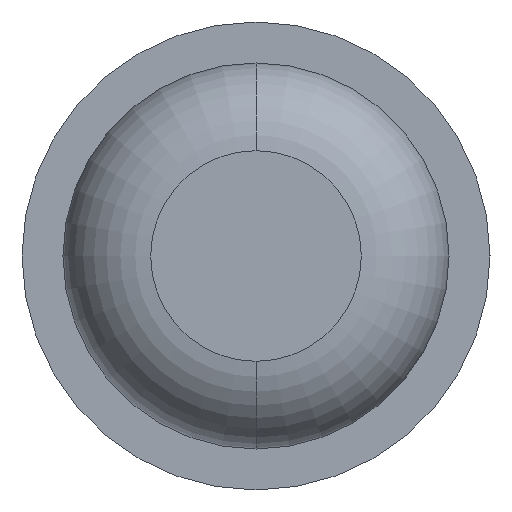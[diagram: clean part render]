
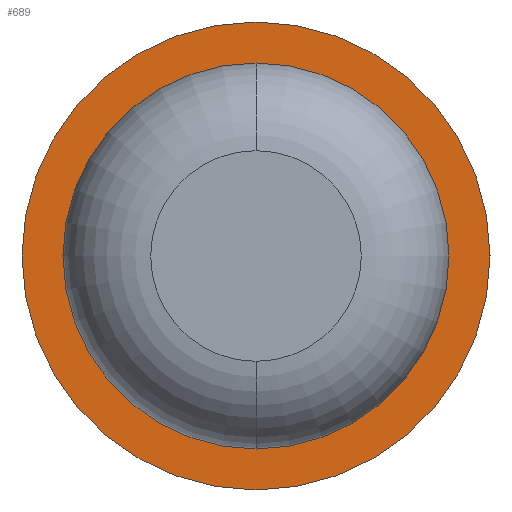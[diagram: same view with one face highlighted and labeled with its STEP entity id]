
A CAD part, front view. The second image highlights one B-rep face of the part: STEP entity #689.
In plain terms, the highlighted planar face has unit normal (0, -1, 0).
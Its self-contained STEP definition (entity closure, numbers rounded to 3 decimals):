
#302 = CARTESIAN_POINT ( 'NONE',  ( 0., -3., 0.825 ) ) ;
#456 = EDGE_CURVE ( 'Defeature ausgef�hrt1_1+Defeature ausgef�hrt1_5+Defeature ausgef�hrt1_5+Defeature ausgef�hrt1_5', #1987, #2676, #4049, .T. ) ;
#486 = CARTESIAN_POINT ( 'NONE',  ( 0., -3., 0. ) ) ;
#512 = DIRECTION ( 'NONE',  ( 0., -1., 0. ) ) ;
#689 = ADVANCED_FACE ( 'Defeature ausgef�hrt1_5', ( #1802, #2360 ), #2341, .T. ) ;
#894 = CARTESIAN_POINT ( 'NONE',  ( 0., -3., -0.825 ) ) ;
#927 = CARTESIAN_POINT ( 'NONE',  ( 0., -3., -1. ) ) ;
#1051 = EDGE_LOOP ( 'NONE', ( #5394, #5497 ) ) ;
#1513 = CIRCLE ( 'NONE', #2509, 1. ) ;
#1543 = AXIS2_PLACEMENT_3D ( 'NONE', #1828, #3040, #5188 ) ;
#1579 = EDGE_LOOP ( 'NONE', ( #1910, #1675 ) ) ;
#1675 = ORIENTED_EDGE ( 'NONE', *, *, #4271, .F. ) ;
#1794 = CIRCLE ( 'NONE', #1543, 1. ) ;
#1802 = FACE_BOUND ( 'NONE', #1051, .T. ) ;
#1828 = CARTESIAN_POINT ( 'NONE',  ( 0., -3., 0. ) ) ;
#1849 = DIRECTION ( 'NONE',  ( 0., 0., -1. ) ) ;
#1910 = ORIENTED_EDGE ( 'NONE', *, *, #3616, .F. ) ;
#1987 = VERTEX_POINT ( 'NONE', #302 ) ;
#2341 = PLANE ( 'NONE',  #4858 ) ;
#2360 = FACE_OUTER_BOUND ( 'NONE', #1579, .T. ) ;
#2484 = EDGE_CURVE ( 'Defeature ausgef�hrt1_1+Defeature ausgef�hrt1_5+Defeature ausgef�hrt1_5+Defeature ausgef�hrt1_5', #2676, #1987, #2685, .T. ) ;
#2509 = AXIS2_PLACEMENT_3D ( 'NONE', #3295, #5420, #5361 ) ;
#2675 = CARTESIAN_POINT ( 'NONE',  ( -1., -3., 0. ) ) ;
#2676 = VERTEX_POINT ( 'NONE', #894 ) ;
#2685 = CIRCLE ( 'NONE', #3178, 0.825 ) ;
#2840 = DIRECTION ( 'NONE',  ( 0., 0., -1. ) ) ;
#2953 = VERTEX_POINT ( 'NONE', #4536 ) ;
#3040 = DIRECTION ( 'NONE',  ( 0., 1., 0. ) ) ;
#3178 = AXIS2_PLACEMENT_3D ( 'NONE', #3229, #3607, #2840 ) ;
#3229 = CARTESIAN_POINT ( 'NONE',  ( 0., -3., 0. ) ) ;
#3295 = CARTESIAN_POINT ( 'NONE',  ( 0., -3., 0. ) ) ;
#3607 = DIRECTION ( 'NONE',  ( 0., -1., 0. ) ) ;
#3616 = EDGE_CURVE ( 'Defeature ausgef�hrt1_6+Defeature ausgef�hrt1_5+Defeature ausgef�hrt1_5+Defeature ausgef�hrt1_5', #2953, #4591, #1794, .T. ) ;
#4049 = CIRCLE ( 'NONE', #4772, 0.825 ) ;
#4271 = EDGE_CURVE ( 'Defeature ausgef�hrt1_6+Defeature ausgef�hrt1_5+Defeature ausgef�hrt1_5+Defeature ausgef�hrt1_5', #4591, #2953, #1513, .T. ) ;
#4318 = DIRECTION ( 'NONE',  ( 0., -1., 0. ) ) ;
#4536 = CARTESIAN_POINT ( 'NONE',  ( 0., -3., 1. ) ) ;
#4591 = VERTEX_POINT ( 'NONE', #927 ) ;
#4766 = DIRECTION ( 'NONE',  ( 0., 0., -1. ) ) ;
#4772 = AXIS2_PLACEMENT_3D ( 'NONE', #486, #4318, #4766 ) ;
#4858 = AXIS2_PLACEMENT_3D ( 'NONE', #2675, #512, #1849 ) ;
#5188 = DIRECTION ( 'NONE',  ( 0., 0., 1. ) ) ;
#5361 = DIRECTION ( 'NONE',  ( 0., 0., 1. ) ) ;
#5394 = ORIENTED_EDGE ( 'NONE', *, *, #456, .F. ) ;
#5420 = DIRECTION ( 'NONE',  ( 0., 1., 0. ) ) ;
#5497 = ORIENTED_EDGE ( 'NONE', *, *, #2484, .F. ) ;
